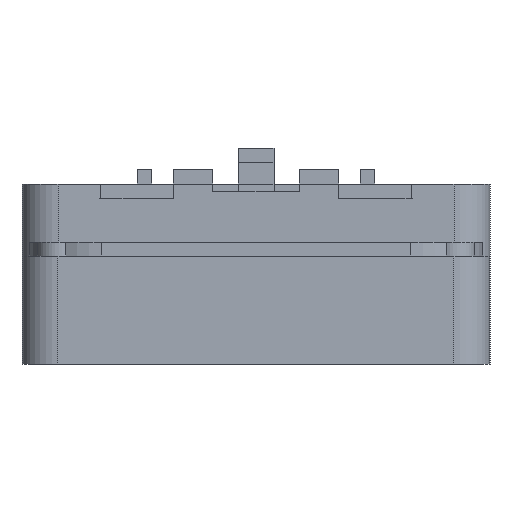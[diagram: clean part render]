
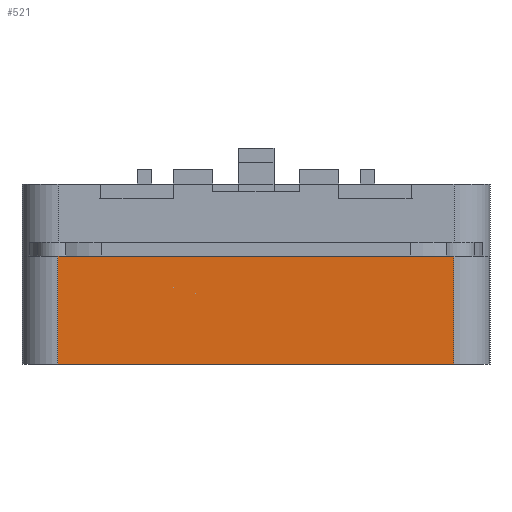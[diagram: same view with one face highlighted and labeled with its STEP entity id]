
A CAD part, left-side view. The second image highlights one B-rep face of the part: STEP entity #521.
In plain terms, the highlighted planar face has unit normal (-1, 0, 0).
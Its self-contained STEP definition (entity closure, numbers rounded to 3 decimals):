
#119 = VERTEX_POINT('',#120);
#120 = CARTESIAN_POINT('',(-185.,27.5,0.));
#127 = EDGE_CURVE('',#119,#128,#130,.T.);
#128 = VERTEX_POINT('',#129);
#129 = CARTESIAN_POINT('',(-185.,-27.5,0.));
#130 = LINE('',#131,#132);
#131 = CARTESIAN_POINT('',(-185.,32.5,0.));
#132 = VECTOR('',#133,1.);
#133 = DIRECTION('',(0.,-1.,0.));
#219 = EDGE_CURVE('',#128,#220,#222,.T.);
#220 = VERTEX_POINT('',#221);
#221 = CARTESIAN_POINT('',(-185.,-27.5,15.));
#222 = LINE('',#223,#224);
#223 = CARTESIAN_POINT('',(-185.,-27.5,0.));
#224 = VECTOR('',#225,1.);
#225 = DIRECTION('',(0.,0.,1.));
#503 = VERTEX_POINT('',#504);
#504 = CARTESIAN_POINT('',(-185.,27.5,15.));
#511 = EDGE_CURVE('',#503,#220,#512,.T.);
#512 = LINE('',#513,#514);
#513 = CARTESIAN_POINT('',(-185.,32.5,15.));
#514 = VECTOR('',#515,1.);
#515 = DIRECTION('',(0.,-1.,0.));
#521 = ADVANCED_FACE('',(#522),#533,.F.);
#522 = FACE_BOUND('',#523,.F.);
#523 = EDGE_LOOP('',(#524,#525,#531,#532));
#524 = ORIENTED_EDGE('',*,*,#127,.F.);
#525 = ORIENTED_EDGE('',*,*,#526,.T.);
#526 = EDGE_CURVE('',#119,#503,#527,.T.);
#527 = LINE('',#528,#529);
#528 = CARTESIAN_POINT('',(-185.,27.5,0.));
#529 = VECTOR('',#530,1.);
#530 = DIRECTION('',(0.,0.,1.));
#531 = ORIENTED_EDGE('',*,*,#511,.T.);
#532 = ORIENTED_EDGE('',*,*,#219,.F.);
#533 = PLANE('',#534);
#534 = AXIS2_PLACEMENT_3D('',#535,#536,#537);
#535 = CARTESIAN_POINT('',(-185.,32.5,0.));
#536 = DIRECTION('',(1.,0.,0.));
#537 = DIRECTION('',(0.,-1.,0.));
